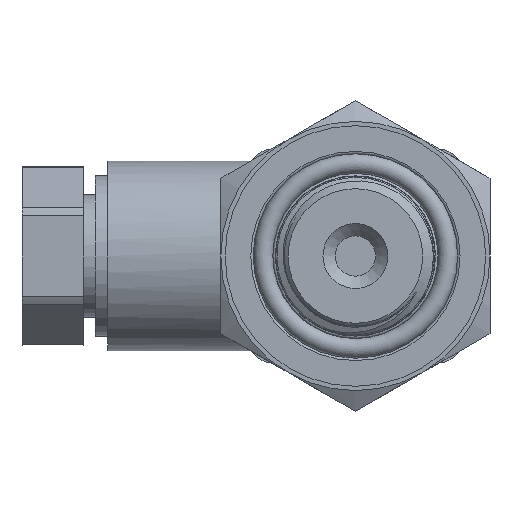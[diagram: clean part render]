
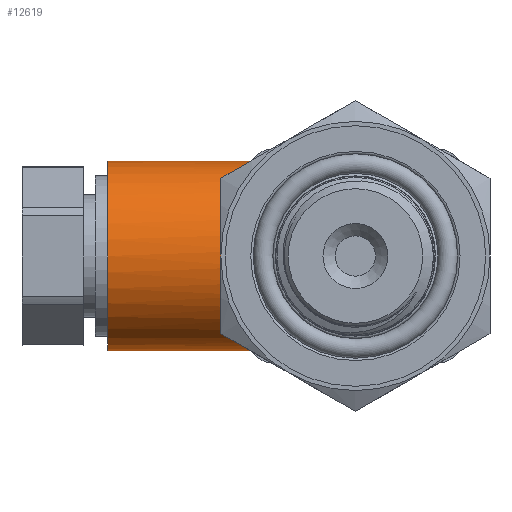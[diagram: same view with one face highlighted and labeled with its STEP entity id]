
A CAD part, left-side view. The second image highlights one B-rep face of the part: STEP entity #12619.
In plain terms, the highlighted cylindrical face has radius 7.75 mm (diameter 15.5 mm), a full revolution.
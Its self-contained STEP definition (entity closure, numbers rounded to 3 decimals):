
#36=ELLIPSE('',#13195,7.752,7.75);
#1324=FACE_OUTER_BOUND('',#2080,.T.);
#2080=EDGE_LOOP('',(#11413,#11414,#11415,#11416,#11417,#11418,#11419,#11420,
#11421,#11422,#11423,#11424,#11425));
#2273=CIRCLE('',#13193,7.75);
#2274=CIRCLE('',#13194,7.75);
#2275=CIRCLE('',#13196,7.75);
#2276=CIRCLE('',#13197,7.75);
#2277=CIRCLE('',#13198,7.75);
#3150=B_SPLINE_CURVE_WITH_KNOTS('',3,(#32700,#32701,#32702,#32703,#32704,
#32705),.UNSPECIFIED.,.F.,.F.,(4,2,4),(-1.208,-1.012,
-0.815),.UNSPECIFIED.);
#3159=B_SPLINE_CURVE_WITH_KNOTS('',3,(#35790,#35791,#35792,#35793,#35794,
#35795),.UNSPECIFIED.,.F.,.F.,(4,2,4),(-0.394,-0.197,
0.),.UNSPECIFIED.);
#3160=B_SPLINE_CURVE_WITH_KNOTS('',3,(#35797,#35798,#35799,#35800,#35801,
#35802),.UNSPECIFIED.,.F.,.F.,(4,2,4),(-1.208,-1.012,
-0.815),.UNSPECIFIED.);
#3161=B_SPLINE_CURVE_WITH_KNOTS('',3,(#35806,#35807,#35808,#35809,#35810,
#35811,#35812,#35813,#35814,#35815),.UNSPECIFIED.,.F.,.F.,(4,2,2,2,4),(-1.982,
-1.821,-1.654,-1.486,-1.325),
 .UNSPECIFIED.);
#3162=B_SPLINE_CURVE_WITH_KNOTS('',3,(#35818,#35819,#35820,#35821,#35822,
#35823),.UNSPECIFIED.,.F.,.F.,(4,2,4),(-0.394,-0.197,
0.),.UNSPECIFIED.);
#3918=LINE('',#35782,#4767);
#4767=VECTOR('',#15001,7.75);
#6008=VERTEX_POINT('',#32697);
#6009=VERTEX_POINT('',#32699);
#6015=VERTEX_POINT('',#35780);
#6016=VERTEX_POINT('',#35783);
#6017=VERTEX_POINT('',#35785);
#6018=VERTEX_POINT('',#35787);
#6019=VERTEX_POINT('',#35789);
#6020=VERTEX_POINT('',#35796);
#6021=VERTEX_POINT('',#35803);
#6022=VERTEX_POINT('',#35805);
#6023=VERTEX_POINT('',#35816);
#7836=EDGE_CURVE('',#6009,#6008,#3150,.T.);
#7849=EDGE_CURVE('',#6015,#6015,#2273,.T.);
#7850=EDGE_CURVE('',#6015,#6009,#3918,.T.);
#7851=EDGE_CURVE('',#6008,#6016,#2274,.F.);
#7852=EDGE_CURVE('',#6016,#6017,#36,.F.);
#7853=EDGE_CURVE('',#6017,#6018,#2275,.F.);
#7854=EDGE_CURVE('',#6018,#6019,#3159,.T.);
#7855=EDGE_CURVE('',#6019,#6020,#3160,.T.);
#7856=EDGE_CURVE('',#6020,#6021,#2276,.F.);
#7857=EDGE_CURVE('',#6021,#6022,#3161,.T.);
#7858=EDGE_CURVE('',#6022,#6023,#2277,.F.);
#7859=EDGE_CURVE('',#6023,#6009,#3162,.T.);
#11413=ORIENTED_EDGE('',*,*,#7849,.T.);
#11414=ORIENTED_EDGE('',*,*,#7850,.T.);
#11415=ORIENTED_EDGE('',*,*,#7836,.T.);
#11416=ORIENTED_EDGE('',*,*,#7851,.T.);
#11417=ORIENTED_EDGE('',*,*,#7852,.T.);
#11418=ORIENTED_EDGE('',*,*,#7853,.T.);
#11419=ORIENTED_EDGE('',*,*,#7854,.T.);
#11420=ORIENTED_EDGE('',*,*,#7855,.T.);
#11421=ORIENTED_EDGE('',*,*,#7856,.T.);
#11422=ORIENTED_EDGE('',*,*,#7857,.T.);
#11423=ORIENTED_EDGE('',*,*,#7858,.T.);
#11424=ORIENTED_EDGE('',*,*,#7859,.T.);
#11425=ORIENTED_EDGE('',*,*,#7850,.F.);
#11952=CYLINDRICAL_SURFACE('',#13192,7.75);
#12619=ADVANCED_FACE('',(#1324),#11952,.T.);
#13192=AXIS2_PLACEMENT_3D('',#35779,#14997,#14998);
#13193=AXIS2_PLACEMENT_3D('',#35781,#14999,#15000);
#13194=AXIS2_PLACEMENT_3D('',#35784,#15002,#15003);
#13195=AXIS2_PLACEMENT_3D('',#35786,#15004,#15005);
#13196=AXIS2_PLACEMENT_3D('',#35788,#15006,#15007);
#13197=AXIS2_PLACEMENT_3D('',#35804,#15008,#15009);
#13198=AXIS2_PLACEMENT_3D('',#35817,#15010,#15011);
#14997=DIRECTION('center_axis',(0.,1.,0.));
#14998=DIRECTION('ref_axis',(0.,0.,-1.));
#14999=DIRECTION('center_axis',(0.,-1.,0.));
#15000=DIRECTION('ref_axis',(0.,0.,-1.));
#15001=DIRECTION('',(0.,-1.,0.));
#15002=DIRECTION('center_axis',(0.,-1.,0.));
#15003=DIRECTION('ref_axis',(0.,0.,-1.));
#15004=DIRECTION('center_axis',(-0.021,-1.,
0.));
#15005=DIRECTION('ref_axis',(1.,-0.021,0.));
#15006=DIRECTION('center_axis',(0.,-1.,0.));
#15007=DIRECTION('ref_axis',(0.,0.,-1.));
#15008=DIRECTION('center_axis',(0.,-1.,0.));
#15009=DIRECTION('ref_axis',(0.,0.,-1.));
#15010=DIRECTION('center_axis',(0.,-1.,0.));
#15011=DIRECTION('ref_axis',(0.,0.,-1.));
#32697=CARTESIAN_POINT('',(3.808,7.75,6.75));
#32699=CARTESIAN_POINT('',(0.,6.75,7.75));
#32700=CARTESIAN_POINT('Ctrl Pts',(0.,6.75,7.75));
#32701=CARTESIAN_POINT('Ctrl Pts',(0.618,6.972,7.75));
#32702=CARTESIAN_POINT('Ctrl Pts',(1.289,7.215,7.672));
#32703=CARTESIAN_POINT('Ctrl Pts',(2.598,7.602,7.333));
#32704=CARTESIAN_POINT('Ctrl Pts',(3.236,7.75,7.072));
#32705=CARTESIAN_POINT('Ctrl Pts',(3.808,7.75,6.75));
#35779=CARTESIAN_POINT('Origin',(0.,3.5,0.));
#35780=CARTESIAN_POINT('',(0.,20.25,7.75));
#35781=CARTESIAN_POINT('Origin',(0.,20.25,0.));
#35782=CARTESIAN_POINT('',(0.,3.5,7.75));
#35783=CARTESIAN_POINT('',(6.5,7.75,4.22));
#35784=CARTESIAN_POINT('Origin',(0.,7.75,0.));
#35785=CARTESIAN_POINT('',(6.5,7.75,-4.22));
#35786=CARTESIAN_POINT('Origin',(0.,7.885,0.));
#35787=CARTESIAN_POINT('',(3.808,7.75,-6.75));
#35788=CARTESIAN_POINT('Origin',(0.,7.75,0.));
#35789=CARTESIAN_POINT('',(0.,6.75,-7.75));
#35790=CARTESIAN_POINT('Ctrl Pts',(3.808,7.75,-6.75));
#35791=CARTESIAN_POINT('Ctrl Pts',(3.236,7.75,-7.072));
#35792=CARTESIAN_POINT('Ctrl Pts',(2.598,7.602,-7.333));
#35793=CARTESIAN_POINT('Ctrl Pts',(1.289,7.215,-7.672));
#35794=CARTESIAN_POINT('Ctrl Pts',(0.618,6.972,-7.75));
#35795=CARTESIAN_POINT('Ctrl Pts',(0.,6.75,-7.75));
#35796=CARTESIAN_POINT('',(-3.808,7.75,-6.75));
#35797=CARTESIAN_POINT('Ctrl Pts',(0.,6.75,-7.75));
#35798=CARTESIAN_POINT('Ctrl Pts',(-0.618,6.972,-7.75));
#35799=CARTESIAN_POINT('Ctrl Pts',(-1.289,7.215,-7.672));
#35800=CARTESIAN_POINT('Ctrl Pts',(-2.598,7.602,-7.333));
#35801=CARTESIAN_POINT('Ctrl Pts',(-3.236,7.75,-7.072));
#35802=CARTESIAN_POINT('Ctrl Pts',(-3.808,7.75,-6.75));
#35803=CARTESIAN_POINT('',(-7.,7.75,-3.326));
#35804=CARTESIAN_POINT('Origin',(0.,7.75,0.));
#35805=CARTESIAN_POINT('',(-7.,7.75,3.326));
#35806=CARTESIAN_POINT('Ctrl Pts',(-7.,7.75,-3.326));
#35807=CARTESIAN_POINT('Ctrl Pts',(-7.232,7.75,-2.839));
#35808=CARTESIAN_POINT('Ctrl Pts',(-7.424,7.668,-2.295));
#35809=CARTESIAN_POINT('Ctrl Pts',(-7.686,7.495,-1.157));
#35810=CARTESIAN_POINT('Ctrl Pts',(-7.75,7.411,-0.559));
#35811=CARTESIAN_POINT('Ctrl Pts',(-7.75,7.411,0.559));
#35812=CARTESIAN_POINT('Ctrl Pts',(-7.686,7.495,1.157));
#35813=CARTESIAN_POINT('Ctrl Pts',(-7.424,7.668,2.295));
#35814=CARTESIAN_POINT('Ctrl Pts',(-7.232,7.75,2.839));
#35815=CARTESIAN_POINT('Ctrl Pts',(-7.,7.75,3.326));
#35816=CARTESIAN_POINT('',(-3.808,7.75,6.75));
#35817=CARTESIAN_POINT('Origin',(0.,7.75,0.));
#35818=CARTESIAN_POINT('Ctrl Pts',(-3.808,7.75,6.75));
#35819=CARTESIAN_POINT('Ctrl Pts',(-3.236,7.75,7.072));
#35820=CARTESIAN_POINT('Ctrl Pts',(-2.598,7.602,7.333));
#35821=CARTESIAN_POINT('Ctrl Pts',(-1.289,7.215,7.672));
#35822=CARTESIAN_POINT('Ctrl Pts',(-0.618,6.972,7.75));
#35823=CARTESIAN_POINT('Ctrl Pts',(0.,6.75,7.75));
